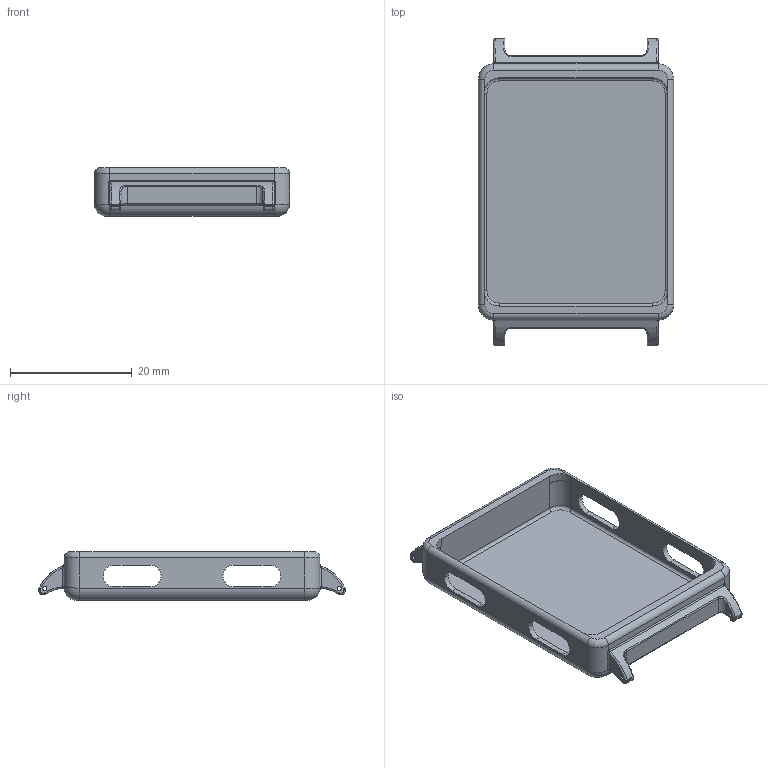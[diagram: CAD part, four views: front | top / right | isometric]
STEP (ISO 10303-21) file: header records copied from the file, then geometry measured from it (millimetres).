
FILE_DESCRIPTION (( 'STEP AP214' ), '1' );
FILE_NAME ('boitier.STEP', '2021-11-28T21:01:18', ( '' ), ( '' ), 'SwSTEP 2.0', 'SolidWorks 2021', '' );
FILE_SCHEMA (( 'AUTOMOTIVE_DESIGN' ));
Length unit declared in the file: millimetre
Products named in the file (1): boitier
Bounding box: 32 x 50.33 x 8 mm (x, y, z)
Volume: 2962.2 mm3; surface area: 4592.6 mm2
Topology: 1 solids, 1 shells, 195 faces, 485 edges, 282 vertices
Faces by surface type: cylinder 79, torus 40, plane 38, bspline 30, sphere 8
Entity records: 6481 total; most frequent: CARTESIAN_POINT 1921, DIRECTION 983, ORIENTED_EDGE 950, EDGE_CURVE 475, AXIS2_PLACEMENT_3D 408, VERTEX_POINT 282, CIRCLE 242, EDGE_LOOP 211
